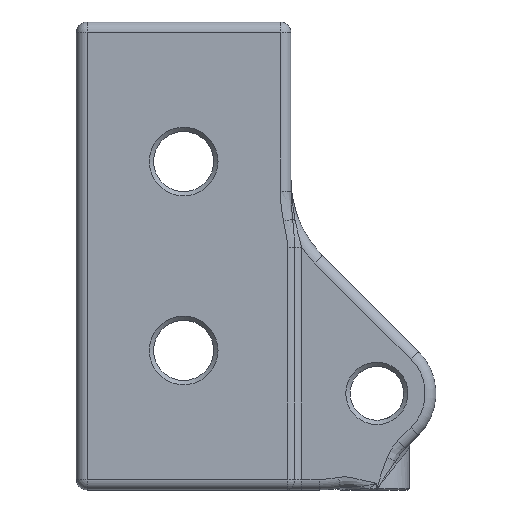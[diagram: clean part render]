
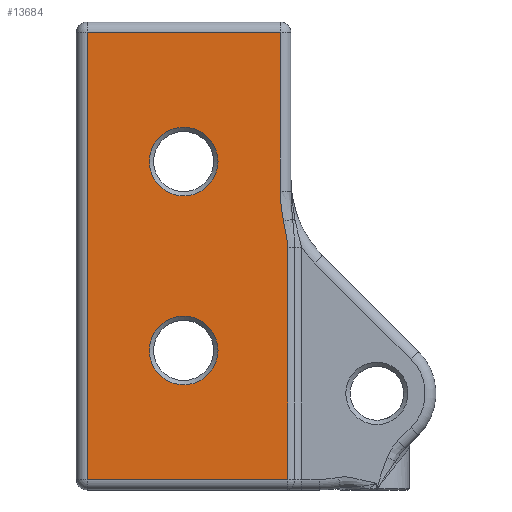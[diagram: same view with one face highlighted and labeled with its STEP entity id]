
A CAD part, left-side view. The second image highlights one B-rep face of the part: STEP entity #13684.
In plain terms, the highlighted planar face has unit normal (-1, 0, 0).
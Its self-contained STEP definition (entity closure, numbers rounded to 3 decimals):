
#713=FACE_BOUND('',#3241,.T.);
#714=FACE_BOUND('',#3242,.T.);
#781=PLANE('',#14659);
#903=LINE('',#24009,#1589);
#904=LINE('',#24011,#1590);
#905=LINE('',#24013,#1591);
#906=LINE('',#24015,#1592);
#907=LINE('',#24016,#1593);
#1589=VECTOR('',#16683,10.);
#1590=VECTOR('',#16684,10.);
#1591=VECTOR('',#16685,10.);
#1592=VECTOR('',#16686,10.);
#1593=VECTOR('',#16687,10.);
#2286=FACE_OUTER_BOUND('',#3240,.T.);
#3240=EDGE_LOOP('',(#9241,#9242,#9243,#9244,#9245,#9246,#9247));
#3241=EDGE_LOOP('',(#9248));
#3242=EDGE_LOOP('',(#9249));
#4212=CIRCLE('',#14656,3.2);
#4215=CIRCLE('',#14660,3.2);
#5447=B_SPLINE_CURVE_WITH_KNOTS('',3,(#23999,#24000,#24001,#24002),
 .UNSPECIFIED.,.F.,.F.,(4,4),(0.,0.248),.UNSPECIFIED.);
#5448=B_SPLINE_CURVE_WITH_KNOTS('',3,(#24004,#24005,#24006,#24007),
 .UNSPECIFIED.,.F.,.F.,(4,4),(-0.283,0.),
 .UNSPECIFIED.);
#5737=VERTEX_POINT('',#23989);
#5740=VERTEX_POINT('',#23997);
#5741=VERTEX_POINT('',#23998);
#5742=VERTEX_POINT('',#24003);
#5743=VERTEX_POINT('',#24008);
#5744=VERTEX_POINT('',#24010);
#5745=VERTEX_POINT('',#24012);
#5746=VERTEX_POINT('',#24014);
#5747=VERTEX_POINT('',#24017);
#7011=EDGE_CURVE('',#5737,#5737,#4212,.T.);
#7015=EDGE_CURVE('',#5740,#5741,#5447,.T.);
#7016=EDGE_CURVE('',#5742,#5740,#5448,.T.);
#7017=EDGE_CURVE('',#5743,#5742,#903,.T.);
#7018=EDGE_CURVE('',#5744,#5743,#904,.T.);
#7019=EDGE_CURVE('',#5745,#5744,#905,.T.);
#7020=EDGE_CURVE('',#5746,#5745,#906,.T.);
#7021=EDGE_CURVE('',#5741,#5746,#907,.T.);
#7022=EDGE_CURVE('',#5747,#5747,#4215,.T.);
#9241=ORIENTED_EDGE('',*,*,#7015,.F.);
#9242=ORIENTED_EDGE('',*,*,#7016,.F.);
#9243=ORIENTED_EDGE('',*,*,#7017,.F.);
#9244=ORIENTED_EDGE('',*,*,#7018,.F.);
#9245=ORIENTED_EDGE('',*,*,#7019,.F.);
#9246=ORIENTED_EDGE('',*,*,#7020,.F.);
#9247=ORIENTED_EDGE('',*,*,#7021,.F.);
#9248=ORIENTED_EDGE('',*,*,#7022,.F.);
#9249=ORIENTED_EDGE('',*,*,#7011,.F.);
#13684=ADVANCED_FACE('',(#2286,#713,#714),#781,.T.);
#14656=AXIS2_PLACEMENT_3D('',#23990,#16674,#16675);
#14659=AXIS2_PLACEMENT_3D('',#23996,#16681,#16682);
#14660=AXIS2_PLACEMENT_3D('',#24018,#16688,#16689);
#16674=DIRECTION('center_axis',(-1.,0.,0.));
#16675=DIRECTION('ref_axis',(0.,-1.,0.));
#16681=DIRECTION('center_axis',(-1.,0.,0.));
#16682=DIRECTION('ref_axis',(0.,-1.,0.));
#16683=DIRECTION('',(0.,0.,-1.));
#16684=DIRECTION('',(0.,-1.,0.));
#16685=DIRECTION('',(0.,0.,1.));
#16686=DIRECTION('',(0.,1.,0.));
#16687=DIRECTION('',(0.,0.,-1.));
#16688=DIRECTION('center_axis',(-1.,0.,0.));
#16689=DIRECTION('ref_axis',(0.,-1.,0.));
#23989=CARTESIAN_POINT('',(-14.5,13.2,30.6));
#23990=CARTESIAN_POINT('Origin',(-14.5,10.,30.6));
#23996=CARTESIAN_POINT('Origin',(-14.5,10.,21.8));
#23997=CARTESIAN_POINT('',(-14.5,0.701,25.04));
#23998=CARTESIAN_POINT('',(-14.5,0.323,22.596));
#23999=CARTESIAN_POINT('Ctrl Pts',(-14.5,0.701,25.04));
#24000=CARTESIAN_POINT('Ctrl Pts',(-14.5,0.547,24.229));
#24001=CARTESIAN_POINT('Ctrl Pts',(-14.5,0.323,23.422));
#24002=CARTESIAN_POINT('Ctrl Pts',(-14.5,0.323,22.596));
#24003=CARTESIAN_POINT('',(-14.5,1.,27.849));
#24004=CARTESIAN_POINT('Ctrl Pts',(-14.5,1.,27.849));
#24005=CARTESIAN_POINT('Ctrl Pts',(-14.5,1.,26.906));
#24006=CARTESIAN_POINT('Ctrl Pts',(-14.5,0.878,25.966));
#24007=CARTESIAN_POINT('Ctrl Pts',(-14.5,0.701,25.04));
#24008=CARTESIAN_POINT('',(-14.5,1.,42.6));
#24009=CARTESIAN_POINT('',(-14.5,1.,23.289));
#24010=CARTESIAN_POINT('',(-14.5,19.,42.6));
#24011=CARTESIAN_POINT('',(-14.5,5.,42.6));
#24012=CARTESIAN_POINT('',(-14.5,19.,1.));
#24013=CARTESIAN_POINT('',(-14.5,19.,32.7));
#24014=CARTESIAN_POINT('',(-14.5,0.323,1.));
#24015=CARTESIAN_POINT('',(-14.5,15.,1.));
#24016=CARTESIAN_POINT('',(-14.5,0.323,23.289));
#24017=CARTESIAN_POINT('',(-14.5,13.2,13.));
#24018=CARTESIAN_POINT('Origin',(-14.5,10.,13.));
